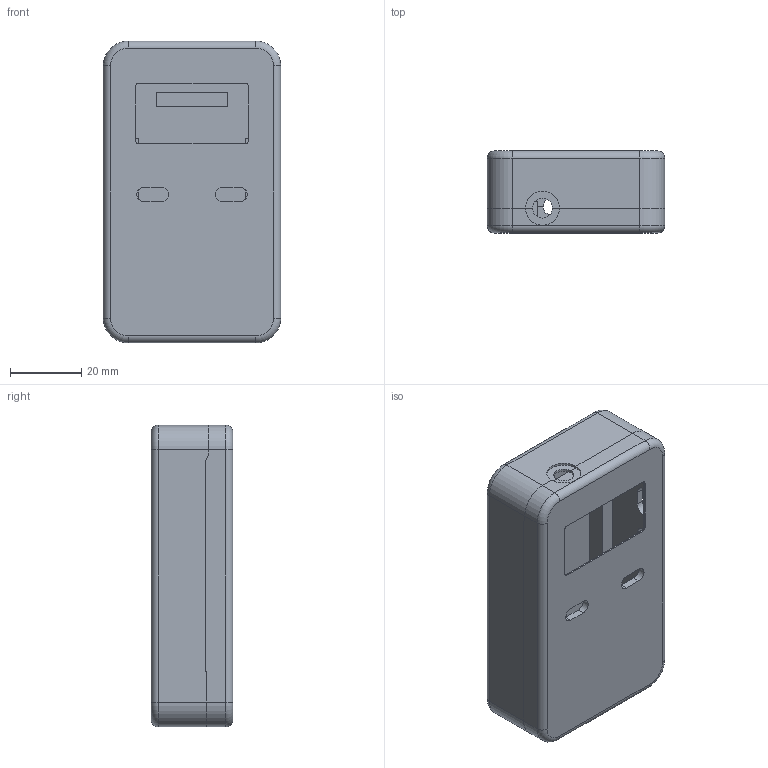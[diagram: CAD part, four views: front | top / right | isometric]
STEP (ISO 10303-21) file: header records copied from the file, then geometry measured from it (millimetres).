
FILE_DESCRIPTION (( 'STEP AP214' ), '1' );
FILE_NAME ('scout_V0_housing.STEP', '2026-02-25T10:57:45', ( '' ), ( '' ), 'SwSTEP 2.0', 'SolidWorks 2024', '' );
FILE_SCHEMA (( 'AUTOMOTIVE_DESIGN' ));
Length unit declared in the file: millimetre
Products named in the file (1): scout_V0_housing
Bounding box: 50 x 23 x 85 mm (x, y, z)
Volume: 27559.2 mm3; surface area: 28110.9 mm2
Topology: 2 solids, 2 shells, 243 faces, 644 edges, 422 vertices
Faces by surface type: plane 143, cylinder 92, torus 8
Entity records: 7578 total; most frequent: DIRECTION 1324, CARTESIAN_POINT 1310, ORIENTED_EDGE 1288, EDGE_CURVE 644, LINE 452, VECTOR 452, AXIS2_PLACEMENT_3D 436, VERTEX_POINT 422
